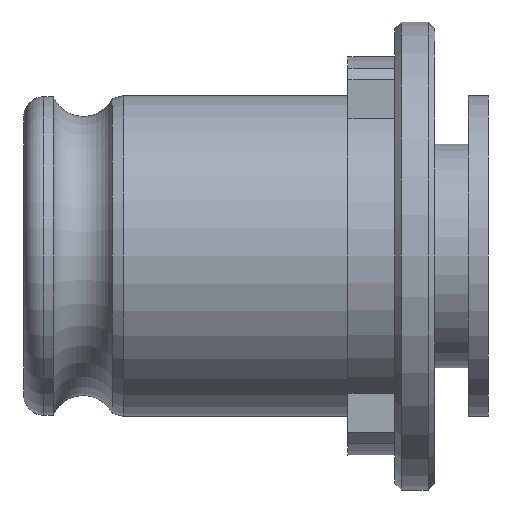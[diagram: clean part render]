
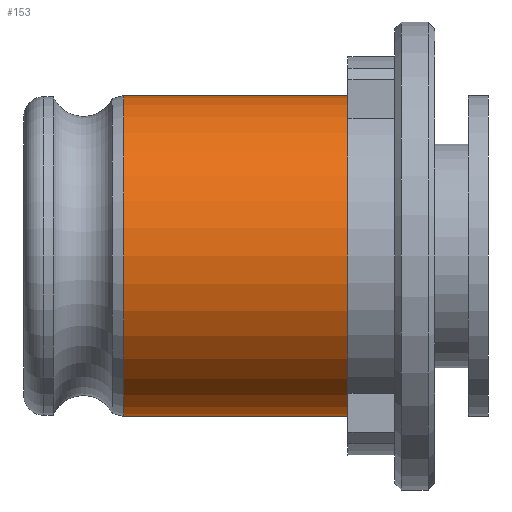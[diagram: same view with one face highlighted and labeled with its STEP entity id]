
A CAD part, front view. The second image highlights one B-rep face of the part: STEP entity #153.
In plain terms, the highlighted cylindrical face has radius 24 mm (diameter 48 mm), a full revolution.
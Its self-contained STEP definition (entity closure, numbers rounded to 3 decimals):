
#153 = ADVANCED_FACE( '', ( #320, #321 ), #322, .T. );
#320 = FACE_OUTER_BOUND( '', #483, .T. );
#321 = FACE_OUTER_BOUND( '', #484, .T. );
#322 = CYLINDRICAL_SURFACE( '', #485, 24. );
#483 = EDGE_LOOP( '', ( #829 ) );
#484 = EDGE_LOOP( '', ( #830, #831, #832, #833 ) );
#485 = AXIS2_PLACEMENT_3D( '', #834, #835, #836 );
#829 = ORIENTED_EDGE( '', *, *, #871, .F. );
#830 = ORIENTED_EDGE( '', *, *, #965, .T. );
#831 = ORIENTED_EDGE( '', *, *, #968, .T. );
#832 = ORIENTED_EDGE( '', *, *, #922, .T. );
#833 = ORIENTED_EDGE( '', *, *, #945, .T. );
#834 = CARTESIAN_POINT( '', ( -34.75, 0., 0. ) );
#835 = DIRECTION( '', ( 1., 0., 0. ) );
#836 = DIRECTION( '', ( 0., 0., 1. ) );
#871 = EDGE_CURVE( '', #1020, #1020, #1021, .T. );
#922 = EDGE_CURVE( '', #1095, #1102, #1103, .T. );
#945 = EDGE_CURVE( '', #1102, #1132, #1134, .T. );
#965 = EDGE_CURVE( '', #1132, #1079, #1158, .T. );
#968 = EDGE_CURVE( '', #1079, #1095, #1161, .T. );
#1020 = VERTEX_POINT( '', #1223 );
#1021 = CIRCLE( '', #1224, 24. );
#1079 = VERTEX_POINT( '', #1297 );
#1095 = VERTEX_POINT( '', #1318 );
#1102 = VERTEX_POINT( '', #1329 );
#1103 = CIRCLE( '', #1330, 24. );
#1132 = VERTEX_POINT( '', #1366 );
#1134 = CIRCLE( '', #1369, 24. );
#1158 = CIRCLE( '', #1400, 24. );
#1161 = CIRCLE( '', #1404, 24. );
#1223 = CARTESIAN_POINT( '', ( -19.778, 0., 24. ) );
#1224 = AXIS2_PLACEMENT_3D( '', #1454, #1455, #1456 );
#1297 = CARTESIAN_POINT( '', ( 13.75, -12., 20.785 ) );
#1318 = CARTESIAN_POINT( '', ( 13.75, 12., 20.785 ) );
#1329 = CARTESIAN_POINT( '', ( 13.75, 12., -20.785 ) );
#1330 = AXIS2_PLACEMENT_3D( '', #1523, #1524, #1525 );
#1366 = CARTESIAN_POINT( '', ( 13.75, -12., -20.785 ) );
#1369 = AXIS2_PLACEMENT_3D( '', #1552, #1553, #1554 );
#1400 = AXIS2_PLACEMENT_3D( '', #1571, #1572, #1573 );
#1404 = AXIS2_PLACEMENT_3D( '', #1575, #1576, #1577 );
#1454 = CARTESIAN_POINT( '', ( -19.778, 0., 0. ) );
#1455 = DIRECTION( '', ( -1., 0., 0. ) );
#1456 = DIRECTION( '', ( 0., 0., 1. ) );
#1523 = CARTESIAN_POINT( '', ( 13.75, 0., 0. ) );
#1524 = DIRECTION( '', ( -1., 0., 0. ) );
#1525 = DIRECTION( '', ( 0., 0., 1. ) );
#1552 = CARTESIAN_POINT( '', ( 13.75, 0., 0. ) );
#1553 = DIRECTION( '', ( -1., 0., 0. ) );
#1554 = DIRECTION( '', ( 0., 0., 1. ) );
#1571 = CARTESIAN_POINT( '', ( 13.75, 0., 0. ) );
#1572 = DIRECTION( '', ( -1., 0., 0. ) );
#1573 = DIRECTION( '', ( 0., 0., 1. ) );
#1575 = CARTESIAN_POINT( '', ( 13.75, 0., 0. ) );
#1576 = DIRECTION( '', ( -1., 0., 0. ) );
#1577 = DIRECTION( '', ( 0., 0., 1. ) );
